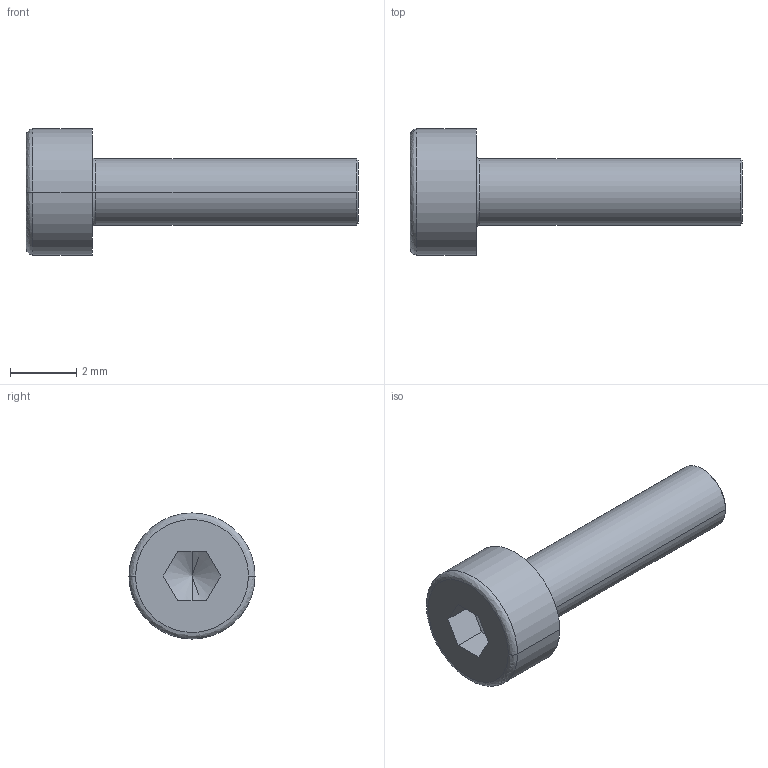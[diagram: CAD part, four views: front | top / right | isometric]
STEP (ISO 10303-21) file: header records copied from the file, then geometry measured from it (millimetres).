
FILE_DESCRIPTION (( 'STEP AP214' ), '1' );
FILE_NAME ('M2X8 Socket Head Screw.step', '2018-06-21T12:58:25', ( 'User' ), ( 'china' ), 'SwSTEP 2.0', 'SolidWorks 2016', '' );
FILE_SCHEMA (( 'AUTOMOTIVE_DESIGN' ));
Length unit declared in the file: millimetre
Products named in the file (1): M2X8 Socket Head Screw
Bounding box: 10 x 3.8 x 3.8 mm (x, y, z)
Volume: 45.4 mm3; surface area: 101.7 mm2
Topology: 1 solids, 1 shells, 27 faces, 56 edges, 31 vertices
Faces by surface type: plane 15, bspline 4, cylinder 4, cone 4
Entity records: 801 total; most frequent: CARTESIAN_POINT 215, DIRECTION 122, ORIENTED_EDGE 108, EDGE_CURVE 54, AXIS2_PLACEMENT_3D 48, VERTEX_POINT 31, EDGE_LOOP 29, FACE_OUTER_BOUND 27
